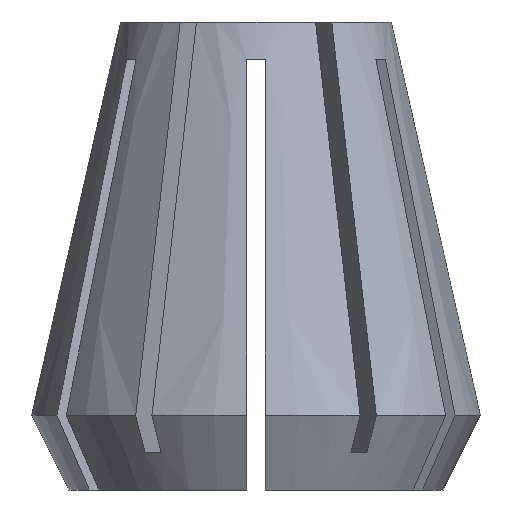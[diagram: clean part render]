
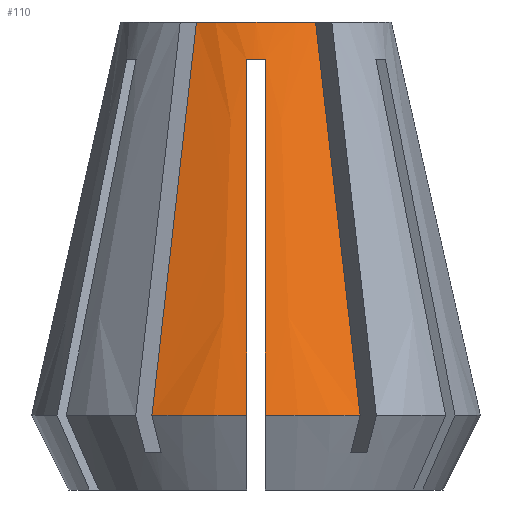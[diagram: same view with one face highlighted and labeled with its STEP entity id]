
A CAD part, left-side view. The second image highlights one B-rep face of the part: STEP entity #110.
In plain terms, the highlighted conical face has half-angle 12.745 degrees and reference radius 9.625 mm.
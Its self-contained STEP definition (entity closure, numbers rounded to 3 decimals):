
#110=ADVANCED_FACE('',(#515),#517,.T.);
#515=FACE_BOUND('',#516,.T.);
#516=EDGE_LOOP('',(#875,#876,#877,#878,#879,#880,#881,#882));
#517=CONICAL_SURFACE('',#518,9.625,0.222);
#518=AXIS2_PLACEMENT_3D('',#519,#520,#521);
#519=CARTESIAN_POINT('',(0.,0.,14.5));
#520=DIRECTION('',(0.,0.,-1.));
#521=DIRECTION('',(1.,0.,0.));
#875=ORIENTED_EDGE('',*,*,#1085,.T.);
#876=ORIENTED_EDGE('',*,*,#1048,.T.);
#877=ORIENTED_EDGE('',*,*,#1045,.T.);
#878=ORIENTED_EDGE('',*,*,#1087,.T.);
#879=ORIENTED_EDGE('',*,*,#1053,.T.);
#880=ORIENTED_EDGE('',*,*,#1052,.F.);
#881=ORIENTED_EDGE('',*,*,#1084,.T.);
#882=ORIENTED_EDGE('',*,*,#1001,.T.);
#1001=EDGE_CURVE('',#1265,#1263,#1266,.T.);
#1045=EDGE_CURVE('',#1333,#1334,#1335,.T.);
#1048=EDGE_CURVE('',#1338,#1333,#1339,.T.);
#1052=EDGE_CURVE('',#1343,#1341,#1345,.T.);
#1053=EDGE_CURVE('',#1346,#1341,#1347,.F.);
#1084=EDGE_CURVE('',#1343,#1265,#1388,.T.);
#1085=EDGE_CURVE('',#1263,#1338,#1389,.F.);
#1087=EDGE_CURVE('',#1334,#1346,#1391,.T.);
#1263=VERTEX_POINT('',#1911);
#1265=VERTEX_POINT('',#1923);
#1266=CIRCLE('',#1924,12.);
#1333=VERTEX_POINT('',#2221);
#1334=VERTEX_POINT('',#2222);
#1335=B_SPLINE_CURVE_WITH_KNOTS('',3,
(#2223,#2224,#2225,#2226,#2227,#2228,#2229,#2230,#2231,#2232,#2233,#2234,#2235,#2236,
#2237,#2238,#2239,#2240,#2241),
.UNSPECIFIED.,.F.,.F.,
(4,1,1,1,1,1,1,1,1,1,1,1,1,1,1,1,4),
(0.,0.003,0.009,0.01,0.022,
0.025,0.048,0.054,0.098,0.111,
0.194,0.223,0.406,0.499,0.642,
0.884,1.),
.UNSPECIFIED.);
#1338=VERTEX_POINT('',#2256);
#1339=CIRCLE('',#2257,7.702);
#1341=VERTEX_POINT('',#2264);
#1343=VERTEX_POINT('',#2268);
#1345=CIRCLE('',#2272,7.25);
#1346=VERTEX_POINT('',#2276);
#1347=B_SPLINE_CURVE_WITH_KNOTS('',3,
(#2277,#2278,#2279,#2280,#2281,#2282,#2283),
.UNSPECIFIED.,.F.,.F.,
(4,1,1,1,4),
(0.,0.154,0.328,0.61,1.),
.UNSPECIFIED.);
#1388=B_SPLINE_CURVE_WITH_KNOTS('',3,
(#2433,#2434,#2435,#2436,#2437,#2438,#2439),
.UNSPECIFIED.,.F.,.F.,
(4,1,1,1,4),
(0.,0.165,0.347,0.629,1.),
.UNSPECIFIED.);
#1389=B_SPLINE_CURVE_WITH_KNOTS('',3,
(#2440,#2441,#2442,#2443,#2444,#2445,#2446,#2447,#2448,#2449,#2450,#2451,#2452,#2453,
#2454,#2455,#2456,#2457,#2458),
.UNSPECIFIED.,.F.,.F.,
(4,1,1,1,1,1,1,1,1,1,1,1,1,1,1,1,4),
(0.,0.003,0.009,0.01,0.022,
0.025,0.048,0.054,0.098,0.111,
0.194,0.223,0.406,0.499,0.642,
0.884,1.),
.UNSPECIFIED.);
#1391=CIRCLE('',#2463,12.);
#1911=CARTESIAN_POINT('',(-11.99,0.5,4.));
#1923=CARTESIAN_POINT('',(-10.633,5.562,4.));
#1924=AXIS2_PLACEMENT_3D('',#1925,#1926,#1927);
#1925=CARTESIAN_POINT('',(0.,0.,4.));
#1926=DIRECTION('',(0.,0.,1.));
#1927=DIRECTION('',(-0.886,0.463,0.));
#2221=CARTESIAN_POINT('',(-7.686,-0.5,23.));
#2222=CARTESIAN_POINT('',(-11.99,-0.5,4.));
#2223=CARTESIAN_POINT('',(-7.686,-0.5,23.));
#2224=CARTESIAN_POINT('',(-7.69,-0.5,22.983));
#2225=CARTESIAN_POINT('',(-7.703,-0.5,22.927));
#2226=CARTESIAN_POINT('',(-7.717,-0.5,22.862));
#2227=CARTESIAN_POINT('',(-7.746,-0.5,22.737));
#2228=CARTESIAN_POINT('',(-7.769,-0.5,22.635));
#2229=CARTESIAN_POINT('',(-7.823,-0.5,22.395));
#2230=CARTESIAN_POINT('',(-7.868,-0.5,22.198));
#2231=CARTESIAN_POINT('',(-7.973,-0.5,21.735));
#2232=CARTESIAN_POINT('',(-8.063,-0.5,21.338));
#2233=CARTESIAN_POINT('',(-8.264,-0.5,20.452));
#2234=CARTESIAN_POINT('',(-8.444,-0.5,19.658));
#2235=CARTESIAN_POINT('',(-8.867,-0.5,17.788));
#2236=CARTESIAN_POINT('',(-9.305,-0.5,15.854));
#2237=CARTESIAN_POINT('',(-9.906,-0.5,13.203));
#2238=CARTESIAN_POINT('',(-10.592,-0.5,10.174));
#2239=CARTESIAN_POINT('',(-11.31,-0.5,7.001));
#2240=CARTESIAN_POINT('',(-11.824,-0.5,4.732));
#2241=CARTESIAN_POINT('',(-11.99,-0.5,4.));
#2256=CARTESIAN_POINT('',(-7.686,0.5,23.));
#2257=AXIS2_PLACEMENT_3D('',#2258,#2259,#2260);
#2258=CARTESIAN_POINT('',(0.,0.,23.));
#2259=DIRECTION('',(0.,0.,1.));
#2260=DIRECTION('',(-0.998,0.065,0.));
#2264=CARTESIAN_POINT('',(-6.514,-3.183,25.));
#2268=CARTESIAN_POINT('',(-6.514,3.183,25.));
#2272=AXIS2_PLACEMENT_3D('',#2273,#2274,#2275);
#2273=CARTESIAN_POINT('',(0.,0.,25.));
#2274=DIRECTION('',(0.,0.,1.));
#2275=DIRECTION('',(-0.898,0.439,0.));
#2276=CARTESIAN_POINT('',(-10.633,-5.562,4.));
#2277=CARTESIAN_POINT('',(-6.514,-3.183,25.));
#2278=CARTESIAN_POINT('',(-6.726,-3.306,23.92));
#2279=CARTESIAN_POINT('',(-7.177,-3.566,21.624));
#2280=CARTESIAN_POINT('',(-8.014,-4.05,17.355));
#2281=CARTESIAN_POINT('',(-9.175,-4.72,11.435));
#2282=CARTESIAN_POINT('',(-10.098,-5.253,6.731));
#2283=CARTESIAN_POINT('',(-10.633,-5.562,4.));
#2433=CARTESIAN_POINT('',(-6.514,3.183,25.));
#2434=CARTESIAN_POINT('',(-6.74,3.314,23.848));
#2435=CARTESIAN_POINT('',(-7.217,3.589,21.417));
#2436=CARTESIAN_POINT('',(-8.081,4.088,17.014));
#2437=CARTESIAN_POINT('',(-9.228,4.751,11.166));
#2438=CARTESIAN_POINT('',(-10.124,5.268,6.597));
#2439=CARTESIAN_POINT('',(-10.633,5.562,4.));
#2440=CARTESIAN_POINT('',(-7.686,0.5,23.));
#2441=CARTESIAN_POINT('',(-7.69,0.5,22.983));
#2442=CARTESIAN_POINT('',(-7.703,0.5,22.927));
#2443=CARTESIAN_POINT('',(-7.717,0.5,22.862));
#2444=CARTESIAN_POINT('',(-7.746,0.5,22.737));
#2445=CARTESIAN_POINT('',(-7.769,0.5,22.635));
#2446=CARTESIAN_POINT('',(-7.823,0.5,22.395));
#2447=CARTESIAN_POINT('',(-7.868,0.5,22.198));
#2448=CARTESIAN_POINT('',(-7.973,0.5,21.735));
#2449=CARTESIAN_POINT('',(-8.063,0.5,21.338));
#2450=CARTESIAN_POINT('',(-8.264,0.5,20.452));
#2451=CARTESIAN_POINT('',(-8.444,0.5,19.658));
#2452=CARTESIAN_POINT('',(-8.867,0.5,17.788));
#2453=CARTESIAN_POINT('',(-9.305,0.5,15.854));
#2454=CARTESIAN_POINT('',(-9.906,0.5,13.203));
#2455=CARTESIAN_POINT('',(-10.592,0.5,10.174));
#2456=CARTESIAN_POINT('',(-11.31,0.5,7.001));
#2457=CARTESIAN_POINT('',(-11.824,0.5,4.732));
#2458=CARTESIAN_POINT('',(-11.99,0.5,4.));
#2463=AXIS2_PLACEMENT_3D('',#2464,#2465,#2466);
#2464=CARTESIAN_POINT('',(0.,0.,4.));
#2465=DIRECTION('',(0.,0.,1.));
#2466=DIRECTION('',(-0.999,-0.042,0.));
